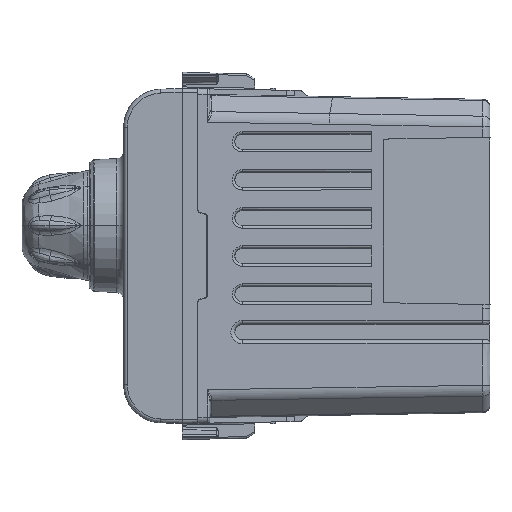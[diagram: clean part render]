
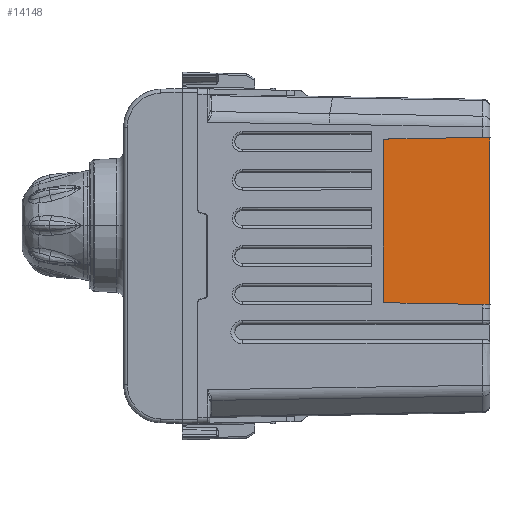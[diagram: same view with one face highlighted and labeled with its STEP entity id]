
A CAD part, left-side view. The second image highlights one B-rep face of the part: STEP entity #14148.
In plain terms, the highlighted planar face has unit normal (-1, -0.018, 0).
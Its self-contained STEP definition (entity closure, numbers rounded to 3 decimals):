
#14103=AXIS2_PLACEMENT_3D('Plane Axis2P3D',#14100,#14101,#14102) ;
#8484=CARTESIAN_POINT('Control Point',(-7.788,-22.952,-5.937)) ;
#8485=CARTESIAN_POINT('Control Point',(-7.788,-22.952,-6.015)) ;
#8486=CARTESIAN_POINT('Control Point',(-7.787,-22.993,-6.094)) ;
#8487=CARTESIAN_POINT('Control Point',(-7.786,-23.071,-6.136)) ;
#8488=CARTESIAN_POINT('Control Point',(-7.785,-23.149,-6.137)) ;
#8489=CARTESIAN_POINT('Vertex',(-7.788,-22.952,-5.937)) ;
#8491=CARTESIAN_POINT('Vertex',(-7.785,-23.149,-6.137)) ;
#9673=CARTESIAN_POINT('Control Point',(-7.788,-22.952,15.154)) ;
#9674=CARTESIAN_POINT('Control Point',(-7.788,-22.952,15.232)) ;
#9675=CARTESIAN_POINT('Control Point',(-7.787,-22.993,15.311)) ;
#9676=CARTESIAN_POINT('Control Point',(-7.786,-23.071,15.353)) ;
#9677=CARTESIAN_POINT('Control Point',(-7.785,-23.149,15.354)) ;
#9678=CARTESIAN_POINT('Vertex',(-7.785,-23.149,15.354)) ;
#9680=CARTESIAN_POINT('Vertex',(-7.788,-22.952,15.154)) ;
#9722=CARTESIAN_POINT('Line Origine',(-7.788,-22.952,4.608)) ;
#14100=CARTESIAN_POINT('Axis2P3D Location',(-8.186,-0.15,0.)) ;
#14105=CARTESIAN_POINT('Line Origine',(-7.665,-30.024,15.474)) ;
#14109=CARTESIAN_POINT('Vertex',(-7.545,-36.9,15.594)) ;
#14112=CARTESIAN_POINT('Line Origine',(-7.665,-30.024,-6.257)) ;
#14116=CARTESIAN_POINT('Vertex',(-7.545,-36.9,-6.377)) ;
#14119=CARTESIAN_POINT('Line Origine',(-7.545,-36.9,-6.327)) ;
#14123=CARTESIAN_POINT('Vertex',(-7.545,-36.9,-6.278)) ;
#14126=CARTESIAN_POINT('Line Origine',(-7.545,-36.9,4.608)) ;
#14130=CARTESIAN_POINT('Vertex',(-7.545,-36.9,15.495)) ;
#14133=CARTESIAN_POINT('Line Origine',(-7.545,-36.9,15.544)) ;
#9723=DIRECTION('Vector Direction',(0.,0.,-1.)) ;
#14101=DIRECTION('Axis2P3D Direction',(-1.,-0.017,0.)) ;
#14102=DIRECTION('Axis2P3D XDirection',(0.017,-1.,0.)) ;
#14106=DIRECTION('Vector Direction',(0.017,-1.,0.017)) ;
#14113=DIRECTION('Vector Direction',(-0.017,1.,0.017)) ;
#14120=DIRECTION('Vector Direction',(0.,0.,-1.)) ;
#14127=DIRECTION('Vector Direction',(0.,0.,-1.)) ;
#14134=DIRECTION('Vector Direction',(0.,0.,1.)) ;
#9724=VECTOR('Line Direction',#9723,1.) ;
#14107=VECTOR('Line Direction',#14106,1.) ;
#14114=VECTOR('Line Direction',#14113,1.) ;
#14121=VECTOR('Line Direction',#14120,1.) ;
#14128=VECTOR('Line Direction',#14127,1.) ;
#14135=VECTOR('Line Direction',#14134,1.) ;
#14139=ORIENTED_EDGE('',*,*,#14111,.F.) ;
#14140=ORIENTED_EDGE('',*,*,#9682,.T.) ;
#14141=ORIENTED_EDGE('',*,*,#9726,.T.) ;
#14142=ORIENTED_EDGE('',*,*,#8493,.T.) ;
#14143=ORIENTED_EDGE('',*,*,#14118,.F.) ;
#14144=ORIENTED_EDGE('',*,*,#14125,.F.) ;
#14145=ORIENTED_EDGE('',*,*,#14132,.F.) ;
#14146=ORIENTED_EDGE('',*,*,#14137,.T.) ;
#14148=ADVANCED_FACE('PartBody',(#14147),#14104,.T.) ;
#8483=B_SPLINE_CURVE_WITH_KNOTS('',4,(#8484,#8485,#8486,#8487,#8488),.UNSPECIFIED.,.F.,.U.,(5,5),(0.,0.439),.UNSPECIFIED.) ;
#9672=B_SPLINE_CURVE_WITH_KNOTS('',4,(#9673,#9674,#9675,#9676,#9677),.UNSPECIFIED.,.F.,.U.,(5,5),(0.,0.439),.UNSPECIFIED.) ;
#8493=EDGE_CURVE('',#8490,#8492,#8483,.T.) ;
#9682=EDGE_CURVE('',#9679,#9681,#9672,.F.) ;
#9726=EDGE_CURVE('',#9681,#8490,#9725,.T.) ;
#14111=EDGE_CURVE('',#9679,#14110,#14108,.T.) ;
#14118=EDGE_CURVE('',#14117,#8492,#14115,.T.) ;
#14125=EDGE_CURVE('',#14124,#14117,#14122,.T.) ;
#14132=EDGE_CURVE('',#14131,#14124,#14129,.T.) ;
#14137=EDGE_CURVE('',#14131,#14110,#14136,.T.) ;
#14138=EDGE_LOOP('',(#14139,#14140,#14141,#14142,#14143,#14144,#14145,#14146)) ;
#14147=FACE_OUTER_BOUND('',#14138,.T.) ;
#9725=LINE('Line',#9722,#9724) ;
#14108=LINE('Line',#14105,#14107) ;
#14115=LINE('Line',#14112,#14114) ;
#14122=LINE('Line',#14119,#14121) ;
#14129=LINE('Line',#14126,#14128) ;
#14136=LINE('Line',#14133,#14135) ;
#14104=PLANE('',#14103) ;
#8490=VERTEX_POINT('',#8489) ;
#8492=VERTEX_POINT('',#8491) ;
#9679=VERTEX_POINT('',#9678) ;
#9681=VERTEX_POINT('',#9680) ;
#14110=VERTEX_POINT('',#14109) ;
#14117=VERTEX_POINT('',#14116) ;
#14124=VERTEX_POINT('',#14123) ;
#14131=VERTEX_POINT('',#14130) ;
